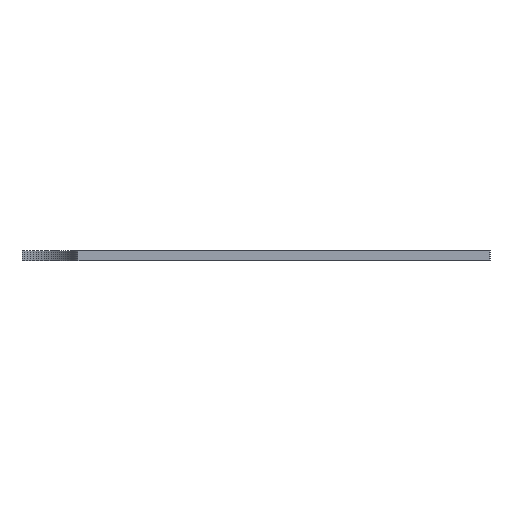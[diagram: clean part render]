
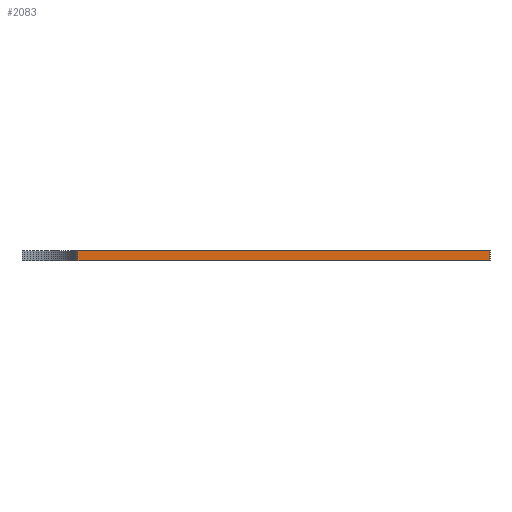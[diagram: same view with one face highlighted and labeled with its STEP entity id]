
A CAD part, left-side view. The second image highlights one B-rep face of the part: STEP entity #2083.
In plain terms, the highlighted planar face has unit normal (-1, 0, 0).
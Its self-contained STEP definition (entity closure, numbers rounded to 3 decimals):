
#2027 = VERTEX_POINT('',#2028);
#2028 = CARTESIAN_POINT('',(0.,-7.,0.625));
#2034 = EDGE_CURVE('',#2035,#2027,#2037,.T.);
#2035 = VERTEX_POINT('',#2036);
#2036 = CARTESIAN_POINT('',(0.,-7.,-0.625));
#2037 = LINE('',#2038,#2039);
#2038 = CARTESIAN_POINT('',(0.,-7.,-0.625));
#2039 = VECTOR('',#2040,1.);
#2040 = DIRECTION('',(0.,0.,1.));
#2083 = ADVANCED_FACE('',(#2084),#2109,.F.);
#2084 = FACE_BOUND('',#2085,.F.);
#2085 = EDGE_LOOP('',(#2086,#2087,#2095,#2103));
#2086 = ORIENTED_EDGE('',*,*,#2034,.T.);
#2087 = ORIENTED_EDGE('',*,*,#2088,.T.);
#2088 = EDGE_CURVE('',#2027,#2089,#2091,.T.);
#2089 = VERTEX_POINT('',#2090);
#2090 = CARTESIAN_POINT('',(0.,-58.5,0.625));
#2091 = LINE('',#2092,#2093);
#2092 = CARTESIAN_POINT('',(0.,-7.,0.625));
#2093 = VECTOR('',#2094,1.);
#2094 = DIRECTION('',(0.,-1.,0.));
#2095 = ORIENTED_EDGE('',*,*,#2096,.F.);
#2096 = EDGE_CURVE('',#2097,#2089,#2099,.T.);
#2097 = VERTEX_POINT('',#2098);
#2098 = CARTESIAN_POINT('',(0.,-58.5,-0.625));
#2099 = LINE('',#2100,#2101);
#2100 = CARTESIAN_POINT('',(0.,-58.5,-0.625));
#2101 = VECTOR('',#2102,1.);
#2102 = DIRECTION('',(0.,0.,1.));
#2103 = ORIENTED_EDGE('',*,*,#2104,.F.);
#2104 = EDGE_CURVE('',#2035,#2097,#2105,.T.);
#2105 = LINE('',#2106,#2107);
#2106 = CARTESIAN_POINT('',(0.,-7.,-0.625));
#2107 = VECTOR('',#2108,1.);
#2108 = DIRECTION('',(0.,-1.,0.));
#2109 = PLANE('',#2110);
#2110 = AXIS2_PLACEMENT_3D('',#2111,#2112,#2113);
#2111 = CARTESIAN_POINT('',(0.,-7.,-0.625));
#2112 = DIRECTION('',(1.,0.,0.));
#2113 = DIRECTION('',(0.,-1.,0.));
